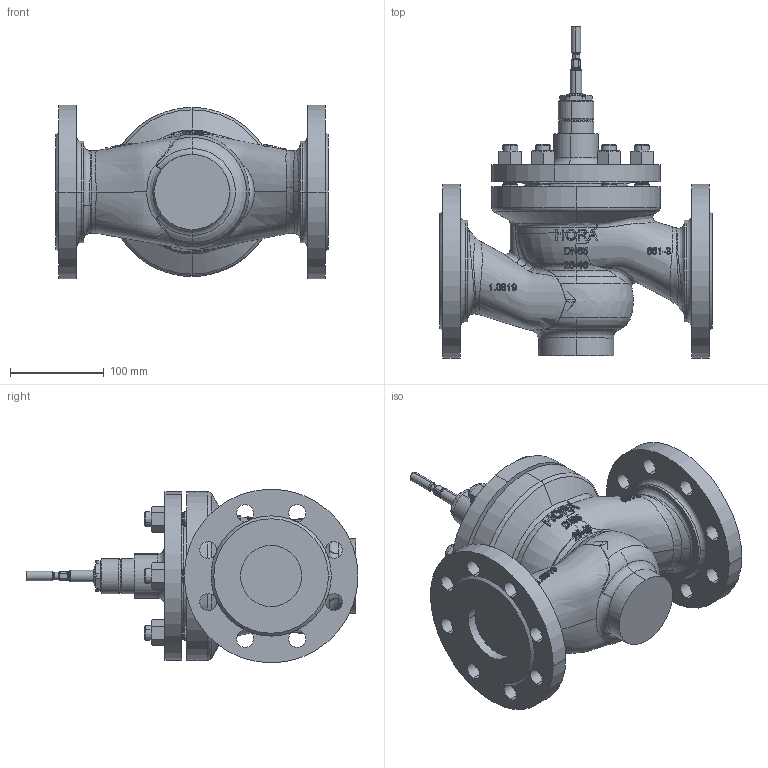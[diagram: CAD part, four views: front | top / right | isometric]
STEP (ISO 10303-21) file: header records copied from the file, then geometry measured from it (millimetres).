
FILE_DESCRIPTION (( 'STEP AP203' ), '1' );
FILE_NAME ('BR240S DN65 XXX PN25-40 for MC_STEP (Defeature).STEP', '2015-03-11T15:12:08', ( 'tdietz' ), ( '' ), 'SwSTEP 2.0', 'SolidWorks 2014', '' );
FILE_SCHEMA (( 'CONFIG_CONTROL_DESIGN' ));
Products named in the file (1): BR240S DN65 XXX PN25-40 for MC_STEP (Defeature)
Bounding box: 290 x 353.5 x 185 mm (x, y, z)
Volume: 4822399.2 mm3; surface area: 335574.1 mm2
Topology: 1 solids, 1 shells, 813 faces, 2159 edges, 1382 vertices
Faces by surface type: bspline 246, plane 203, cylinder 130, torus 122, cone 110, sphere 2
Entity records: 180574 total; most frequent: CARTESIAN_POINT 162412, ORIENTED_EDGE 4300, DIRECTION 2992, EDGE_CURVE 2150, VERTEX_POINT 1379, AXIS2_PLACEMENT_3D 1248, B_SPLINE_CURVE_WITH_KNOTS 967, EDGE_LOOP 897
